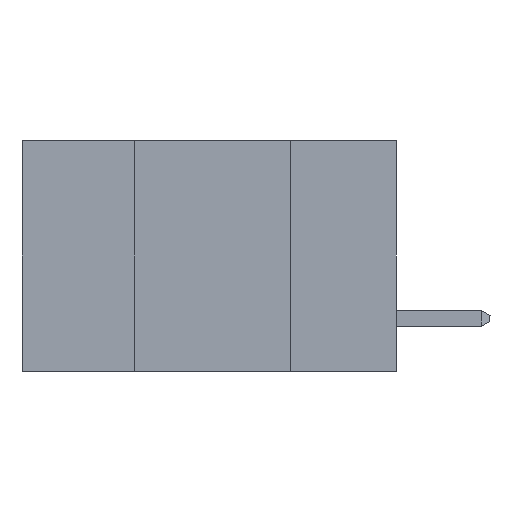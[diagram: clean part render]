
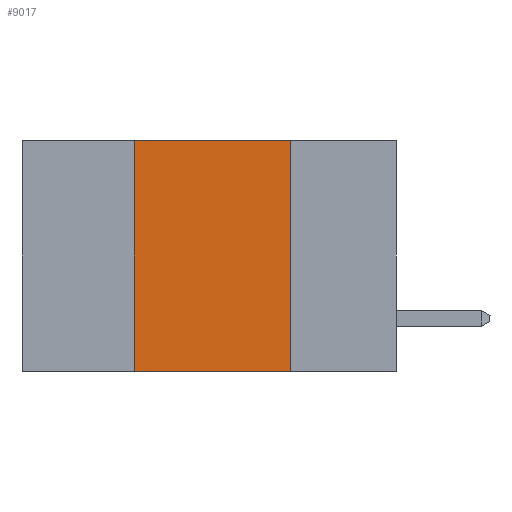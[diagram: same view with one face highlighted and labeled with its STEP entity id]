
A CAD part, left-side view. The second image highlights one B-rep face of the part: STEP entity #9017.
In plain terms, the highlighted planar face has unit normal (-1, 0, 0).
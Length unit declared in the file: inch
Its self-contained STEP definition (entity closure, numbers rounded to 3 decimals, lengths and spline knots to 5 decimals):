
#114 = CARTESIAN_POINT ( 'NONE',  ( 0., 0.42, -0.37 ) ) ;
#165 = CARTESIAN_POINT ( 'NONE',  ( 0., 0.6, 0. ) ) ;
#317 = EDGE_CURVE ( 'NONE', #8748, #2319, #5437, .T. ) ;
#337 = DIRECTION ( 'NONE',  ( 0., -1., 0. ) ) ;
#702 = VERTEX_POINT ( 'NONE', #1722 ) ;
#714 = CARTESIAN_POINT ( 'NONE',  ( 0., 0.42, 0. ) ) ;
#860 = EDGE_CURVE ( 'NONE', #8748, #6466, #1766, .T. ) ;
#1248 = DIRECTION ( 'NONE',  ( 0., 0., -1. ) ) ;
#1722 = CARTESIAN_POINT ( 'NONE',  ( 0., 0.17, 0. ) ) ;
#1766 = LINE ( 'NONE', #6861, #3617 ) ;
#1838 = EDGE_CURVE ( 'NONE', #6466, #702, #9018, .T. ) ;
#1918 = ORIENTED_EDGE ( 'NONE', *, *, #1838, .F. ) ;
#2319 = VERTEX_POINT ( 'NONE', #4740 ) ;
#2365 = EDGE_CURVE ( 'NONE', #702, #2319, #6699, .T. ) ;
#2658 = ORIENTED_EDGE ( 'NONE', *, *, #860, .F. ) ;
#2706 = CARTESIAN_POINT ( 'NONE',  ( 0., 0.6, -0.37 ) ) ;
#2785 = CARTESIAN_POINT ( 'NONE',  ( 0., 0.6, 0. ) ) ;
#2823 = DIRECTION ( 'NONE',  ( 0., -1., 0. ) ) ;
#3513 = EDGE_LOOP ( 'NONE', ( #6852, #1918, #2658, #6858 ) ) ;
#3565 = DIRECTION ( 'NONE',  ( 1., 0., 0. ) ) ;
#3617 = VECTOR ( 'NONE', #8238, 39.37008 ) ;
#4740 = CARTESIAN_POINT ( 'NONE',  ( 0., 0.17, -0.37 ) ) ;
#4776 = VECTOR ( 'NONE', #1248, 39.37008 ) ;
#5437 = LINE ( 'NONE', #2706, #8489 ) ;
#6122 = FACE_OUTER_BOUND ( 'NONE', #3513, .T. ) ;
#6466 = VERTEX_POINT ( 'NONE', #714 ) ;
#6699 = LINE ( 'NONE', #7637, #4776 ) ;
#6852 = ORIENTED_EDGE ( 'NONE', *, *, #2365, .F. ) ;
#6858 = ORIENTED_EDGE ( 'NONE', *, *, #317, .T. ) ;
#6861 = CARTESIAN_POINT ( 'NONE',  ( 0., 0.42, -0.37 ) ) ;
#7232 = VECTOR ( 'NONE', #337, 39.37008 ) ;
#7502 = AXIS2_PLACEMENT_3D ( 'NONE', #2785, #3565, #8552 ) ;
#7637 = CARTESIAN_POINT ( 'NONE',  ( 0., 0.17, -0.37 ) ) ;
#7887 = PLANE ( 'NONE',  #7502 ) ;
#8238 = DIRECTION ( 'NONE',  ( 0., 0., 1. ) ) ;
#8489 = VECTOR ( 'NONE', #2823, 39.37008 ) ;
#8552 = DIRECTION ( 'NONE',  ( 0., 0., -1. ) ) ;
#8748 = VERTEX_POINT ( 'NONE', #114 ) ;
#9017 = ADVANCED_FACE ( 'NONE', ( #6122 ), #7887, .F. ) ;
#9018 = LINE ( 'NONE', #165, #7232 ) ;
